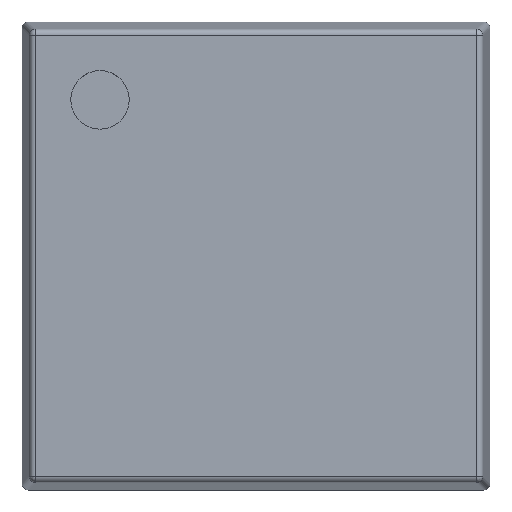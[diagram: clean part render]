
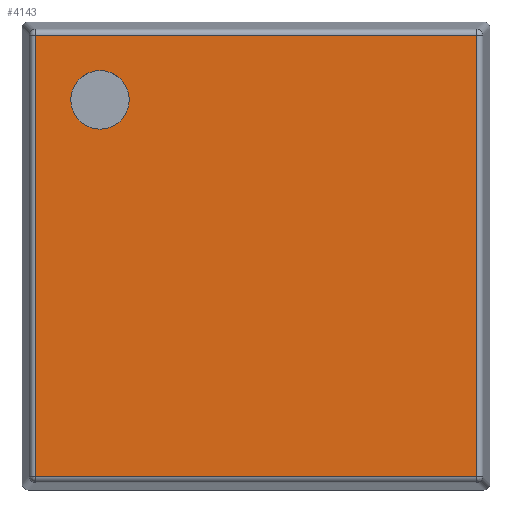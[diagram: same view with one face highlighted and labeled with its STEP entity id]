
A CAD part, top view. The second image highlights one B-rep face of the part: STEP entity #4143.
In plain terms, the highlighted planar face has unit normal (0, 0, 1).
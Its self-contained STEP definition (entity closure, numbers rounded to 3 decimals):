
#3027 = CYLINDRICAL_SURFACE('',#3028,0.08);
#3028 = AXIS2_PLACEMENT_3D('',#3029,#3030,#3031);
#3029 = CARTESIAN_POINT('',(0.172,0.1,2.12));
#3030 = DIRECTION('',(0.,1.,-0.));
#3031 = DIRECTION('',(-0.995,0.,0.105));
#3684 = VERTEX_POINT('',#3685);
#3685 = CARTESIAN_POINT('',(0.172,0.172,2.2));
#3707 = EDGE_CURVE('',#3684,#3708,#3710,.T.);
#3708 = VERTEX_POINT('',#3709);
#3709 = CARTESIAN_POINT('',(0.172,5.828,2.2));
#3710 = SURFACE_CURVE('',#3711,(#3715,#3722),.PCURVE_S1.);
#3711 = LINE('',#3712,#3713);
#3712 = CARTESIAN_POINT('',(0.172,0.1,2.2));
#3713 = VECTOR('',#3714,1.);
#3714 = DIRECTION('',(0.,1.,-0.));
#3715 = PCURVE('',#3027,#3716);
#3716 = DEFINITIONAL_REPRESENTATION('',(#3717),#3721);
#3717 = LINE('',#3718,#3719);
#3718 = CARTESIAN_POINT('',(1.466,0.));
#3719 = VECTOR('',#3720,1.);
#3720 = DIRECTION('',(0.,1.));
#3721 = ( GEOMETRIC_REPRESENTATION_CONTEXT(2) 
PARAMETRIC_REPRESENTATION_CONTEXT() REPRESENTATION_CONTEXT('2D SPACE',''
  ) );
#3722 = PCURVE('',#3723,#3728);
#3723 = PLANE('',#3724);
#3724 = AXIS2_PLACEMENT_3D('',#3725,#3726,#3727);
#3725 = CARTESIAN_POINT('',(0.,0.,2.2));
#3726 = DIRECTION('',(0.,0.,1.));
#3727 = DIRECTION('',(1.,0.,-0.));
#3728 = DEFINITIONAL_REPRESENTATION('',(#3729),#3733);
#3729 = LINE('',#3730,#3731);
#3730 = CARTESIAN_POINT('',(0.172,0.1));
#3731 = VECTOR('',#3732,1.);
#3732 = DIRECTION('',(0.,1.));
#3733 = ( GEOMETRIC_REPRESENTATION_CONTEXT(2) 
PARAMETRIC_REPRESENTATION_CONTEXT() REPRESENTATION_CONTEXT('2D SPACE',''
  ) );
#3907 = CYLINDRICAL_SURFACE('',#3908,0.08);
#3908 = AXIS2_PLACEMENT_3D('',#3909,#3910,#3911);
#3909 = CARTESIAN_POINT('',(0.1,5.828,2.12));
#3910 = DIRECTION('',(1.,0.,0.));
#3911 = DIRECTION('',(-0.,0.995,0.105));
#4084 = CYLINDRICAL_SURFACE('',#4085,0.08);
#4085 = AXIS2_PLACEMENT_3D('',#4086,#4087,#4088);
#4086 = CARTESIAN_POINT('',(0.1,0.172,2.12));
#4087 = DIRECTION('',(1.,-0.,0.));
#4088 = DIRECTION('',(-0.,-0.995,0.105));
#4143 = ADVANCED_FACE('',(#4144,#4219),#3723,.T.);
#4144 = FACE_BOUND('',#4145,.T.);
#4145 = EDGE_LOOP('',(#4146,#4147,#4170,#4198));
#4146 = ORIENTED_EDGE('',*,*,#3707,.F.);
#4147 = ORIENTED_EDGE('',*,*,#4148,.T.);
#4148 = EDGE_CURVE('',#3684,#4149,#4151,.T.);
#4149 = VERTEX_POINT('',#4150);
#4150 = CARTESIAN_POINT('',(5.828,0.172,2.2));
#4151 = SURFACE_CURVE('',#4152,(#4156,#4163),.PCURVE_S1.);
#4152 = LINE('',#4153,#4154);
#4153 = CARTESIAN_POINT('',(0.1,0.172,2.2));
#4154 = VECTOR('',#4155,1.);
#4155 = DIRECTION('',(1.,-0.,0.));
#4156 = PCURVE('',#3723,#4157);
#4157 = DEFINITIONAL_REPRESENTATION('',(#4158),#4162);
#4158 = LINE('',#4159,#4160);
#4159 = CARTESIAN_POINT('',(0.1,0.172));
#4160 = VECTOR('',#4161,1.);
#4161 = DIRECTION('',(1.,0.));
#4162 = ( GEOMETRIC_REPRESENTATION_CONTEXT(2) 
PARAMETRIC_REPRESENTATION_CONTEXT() REPRESENTATION_CONTEXT('2D SPACE',''
  ) );
#4163 = PCURVE('',#4084,#4164);
#4164 = DEFINITIONAL_REPRESENTATION('',(#4165),#4169);
#4165 = LINE('',#4166,#4167);
#4166 = CARTESIAN_POINT('',(-1.466,0.));
#4167 = VECTOR('',#4168,1.);
#4168 = DIRECTION('',(-0.,1.));
#4169 = ( GEOMETRIC_REPRESENTATION_CONTEXT(2) 
PARAMETRIC_REPRESENTATION_CONTEXT() REPRESENTATION_CONTEXT('2D SPACE',''
  ) );
#4170 = ORIENTED_EDGE('',*,*,#4171,.T.);
#4171 = EDGE_CURVE('',#4149,#4172,#4174,.T.);
#4172 = VERTEX_POINT('',#4173);
#4173 = CARTESIAN_POINT('',(5.828,5.828,2.2));
#4174 = SURFACE_CURVE('',#4175,(#4179,#4186),.PCURVE_S1.);
#4175 = LINE('',#4176,#4177);
#4176 = CARTESIAN_POINT('',(5.828,0.1,2.2));
#4177 = VECTOR('',#4178,1.);
#4178 = DIRECTION('',(0.,1.,-0.));
#4179 = PCURVE('',#3723,#4180);
#4180 = DEFINITIONAL_REPRESENTATION('',(#4181),#4185);
#4181 = LINE('',#4182,#4183);
#4182 = CARTESIAN_POINT('',(5.828,0.1));
#4183 = VECTOR('',#4184,1.);
#4184 = DIRECTION('',(0.,1.));
#4185 = ( GEOMETRIC_REPRESENTATION_CONTEXT(2) 
PARAMETRIC_REPRESENTATION_CONTEXT() REPRESENTATION_CONTEXT('2D SPACE',''
  ) );
#4186 = PCURVE('',#4187,#4192);
#4187 = CYLINDRICAL_SURFACE('',#4188,0.08);
#4188 = AXIS2_PLACEMENT_3D('',#4189,#4190,#4191);
#4189 = CARTESIAN_POINT('',(5.828,0.1,2.12));
#4190 = DIRECTION('',(0.,1.,-0.));
#4191 = DIRECTION('',(0.,0.,1.));
#4192 = DEFINITIONAL_REPRESENTATION('',(#4193),#4197);
#4193 = LINE('',#4194,#4195);
#4194 = CARTESIAN_POINT('',(0.,0.));
#4195 = VECTOR('',#4196,1.);
#4196 = DIRECTION('',(0.,1.));
#4197 = ( GEOMETRIC_REPRESENTATION_CONTEXT(2) 
PARAMETRIC_REPRESENTATION_CONTEXT() REPRESENTATION_CONTEXT('2D SPACE',''
  ) );
#4198 = ORIENTED_EDGE('',*,*,#4199,.F.);
#4199 = EDGE_CURVE('',#3708,#4172,#4200,.T.);
#4200 = SURFACE_CURVE('',#4201,(#4205,#4212),.PCURVE_S1.);
#4201 = LINE('',#4202,#4203);
#4202 = CARTESIAN_POINT('',(0.1,5.828,2.2));
#4203 = VECTOR('',#4204,1.);
#4204 = DIRECTION('',(1.,0.,0.));
#4205 = PCURVE('',#3723,#4206);
#4206 = DEFINITIONAL_REPRESENTATION('',(#4207),#4211);
#4207 = LINE('',#4208,#4209);
#4208 = CARTESIAN_POINT('',(0.1,5.828));
#4209 = VECTOR('',#4210,1.);
#4210 = DIRECTION('',(1.,0.));
#4211 = ( GEOMETRIC_REPRESENTATION_CONTEXT(2) 
PARAMETRIC_REPRESENTATION_CONTEXT() REPRESENTATION_CONTEXT('2D SPACE',''
  ) );
#4212 = PCURVE('',#3907,#4213);
#4213 = DEFINITIONAL_REPRESENTATION('',(#4214),#4218);
#4214 = LINE('',#4215,#4216);
#4215 = CARTESIAN_POINT('',(1.466,0.));
#4216 = VECTOR('',#4217,1.);
#4217 = DIRECTION('',(0.,1.));
#4218 = ( GEOMETRIC_REPRESENTATION_CONTEXT(2) 
PARAMETRIC_REPRESENTATION_CONTEXT() REPRESENTATION_CONTEXT('2D SPACE',''
  ) );
#4219 = FACE_BOUND('',#4220,.T.);
#4220 = EDGE_LOOP('',(#4221));
#4221 = ORIENTED_EDGE('',*,*,#4222,.F.);
#4222 = EDGE_CURVE('',#4223,#4223,#4225,.T.);
#4223 = VERTEX_POINT('',#4224);
#4224 = CARTESIAN_POINT('',(1.375,5.,2.2));
#4225 = SURFACE_CURVE('',#4226,(#4231,#4238),.PCURVE_S1.);
#4226 = CIRCLE('',#4227,0.375);
#4227 = AXIS2_PLACEMENT_3D('',#4228,#4229,#4230);
#4228 = CARTESIAN_POINT('',(1.,5.,2.2));
#4229 = DIRECTION('',(0.,0.,1.));
#4230 = DIRECTION('',(1.,0.,-0.));
#4231 = PCURVE('',#3723,#4232);
#4232 = DEFINITIONAL_REPRESENTATION('',(#4233),#4237);
#4233 = CIRCLE('',#4234,0.375);
#4234 = AXIS2_PLACEMENT_2D('',#4235,#4236);
#4235 = CARTESIAN_POINT('',(1.,5.));
#4236 = DIRECTION('',(1.,0.));
#4237 = ( GEOMETRIC_REPRESENTATION_CONTEXT(2) 
PARAMETRIC_REPRESENTATION_CONTEXT() REPRESENTATION_CONTEXT('2D SPACE',''
  ) );
#4238 = PCURVE('',#4239,#4244);
#4239 = CYLINDRICAL_SURFACE('',#4240,0.375);
#4240 = AXIS2_PLACEMENT_3D('',#4241,#4242,#4243);
#4241 = CARTESIAN_POINT('',(1.,5.,2.1));
#4242 = DIRECTION('',(0.,0.,1.));
#4243 = DIRECTION('',(1.,0.,-0.));
#4244 = DEFINITIONAL_REPRESENTATION('',(#4245),#4249);
#4245 = LINE('',#4246,#4247);
#4246 = CARTESIAN_POINT('',(0.,0.1));
#4247 = VECTOR('',#4248,1.);
#4248 = DIRECTION('',(1.,0.));
#4249 = ( GEOMETRIC_REPRESENTATION_CONTEXT(2) 
PARAMETRIC_REPRESENTATION_CONTEXT() REPRESENTATION_CONTEXT('2D SPACE',''
  ) );
